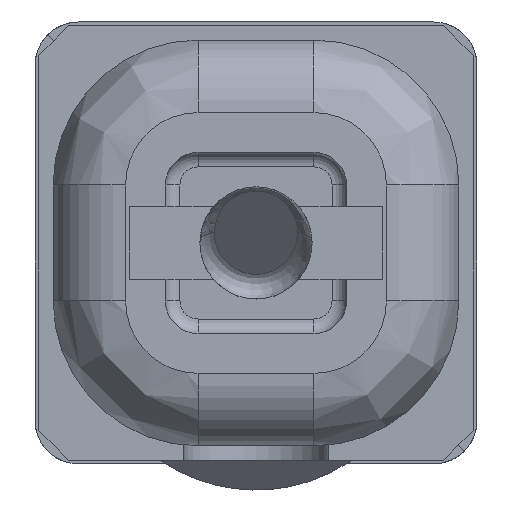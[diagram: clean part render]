
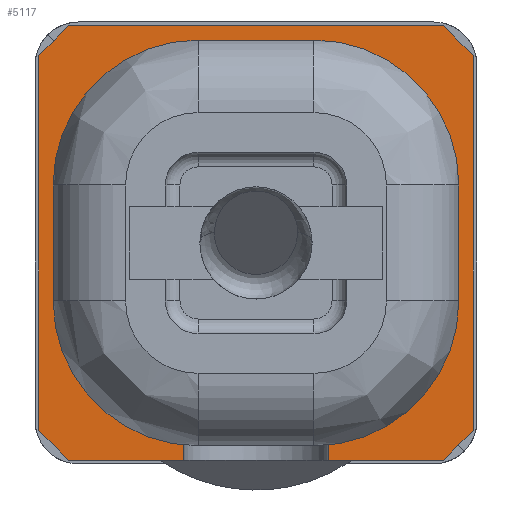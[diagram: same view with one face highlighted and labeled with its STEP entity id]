
A CAD part, left-side view. The second image highlights one B-rep face of the part: STEP entity #5117.
In plain terms, the highlighted face is planar.
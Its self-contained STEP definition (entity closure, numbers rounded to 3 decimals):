
#4713=DIRECTION('',(0.,1.,0.));
#4714=VECTOR('',#4713,0.42);
#4715=CARTESIAN_POINT('',(11.2,-1.5,-0.5));
#4716=LINE('',#4715,#4714);
#4717=CARTESIAN_POINT('',(11.2,0.,0.));
#4718=DIRECTION('',(1.,0.,0.));
#4719=DIRECTION('',(0.,-0.907,-0.42));
#4720=AXIS2_PLACEMENT_3D('',#4717,#4718,#4719);
#4722=CARTESIAN_POINT('',(11.2,0.,0.));
#4723=DIRECTION('',(1.,0.,0.));
#4724=DIRECTION('',(0.,0.,-1.));
#4725=AXIS2_PLACEMENT_3D('',#4722,#4723,#4724);
#4727=CARTESIAN_POINT('',(11.2,0.,0.));
#4728=DIRECTION('',(1.,0.,0.));
#4729=DIRECTION('',(0.,0.,1.));
#4730=AXIS2_PLACEMENT_3D('',#4727,#4728,#4729);
#4732=DIRECTION('',(0.,1.,0.));
#4733=VECTOR('',#4732,0.42);
#4734=CARTESIAN_POINT('',(11.2,-1.5,0.5));
#4735=LINE('',#4734,#4733);
#4736=DIRECTION('',(0.,0.,-1.));
#4737=VECTOR('',#4736,0.793);
#4738=CARTESIAN_POINT('',(11.2,-1.5,1.293));
#4739=LINE('',#4738,#4737);
#4740=DIRECTION('',(0.,-0.707,-0.707));
#4741=VECTOR('',#4740,0.293);
#4742=CARTESIAN_POINT('',(11.2,-1.293,1.5));
#4743=LINE('',#4742,#4741);
#4744=DIRECTION('',(0.,-1.,0.));
#4745=VECTOR('',#4744,2.586);
#4746=CARTESIAN_POINT('',(11.2,1.293,1.5));
#4747=LINE('',#4746,#4745);
#4748=DIRECTION('',(0.,-0.707,0.707));
#4749=VECTOR('',#4748,0.293);
#4750=CARTESIAN_POINT('',(11.2,1.5,1.293));
#4751=LINE('',#4750,#4749);
#4752=DIRECTION('',(0.,0.,1.));
#4753=VECTOR('',#4752,2.586);
#4754=CARTESIAN_POINT('',(11.2,1.5,-1.293));
#4755=LINE('',#4754,#4753);
#4756=DIRECTION('',(0.,0.707,0.707));
#4757=VECTOR('',#4756,0.293);
#4758=CARTESIAN_POINT('',(11.2,1.293,-1.5));
#4759=LINE('',#4758,#4757);
#4760=DIRECTION('',(0.,1.,0.));
#4761=VECTOR('',#4760,2.586);
#4762=CARTESIAN_POINT('',(11.2,-1.293,-1.5));
#4763=LINE('',#4762,#4761);
#4764=DIRECTION('',(0.,0.707,-0.707));
#4765=VECTOR('',#4764,0.293);
#4766=CARTESIAN_POINT('',(11.2,-1.5,-1.293));
#4767=LINE('',#4766,#4765);
#4768=DIRECTION('',(0.,0.,-1.));
#4769=VECTOR('',#4768,0.793);
#4770=CARTESIAN_POINT('',(11.2,-1.5,-0.5));
#4771=LINE('',#4770,#4769);
#4899=CARTESIAN_POINT('',(11.2,1.293,1.5));
#4900=CARTESIAN_POINT('',(11.2,-1.293,1.5));
#4901=VERTEX_POINT('',#4899);
#4902=VERTEX_POINT('',#4900);
#4903=CARTESIAN_POINT('',(11.2,-1.293,-1.5));
#4904=CARTESIAN_POINT('',(11.2,1.293,-1.5));
#4905=VERTEX_POINT('',#4903);
#4906=VERTEX_POINT('',#4904);
#4907=CARTESIAN_POINT('',(11.2,1.5,-1.293));
#4908=CARTESIAN_POINT('',(11.2,1.5,1.293));
#4909=VERTEX_POINT('',#4907);
#4910=VERTEX_POINT('',#4908);
#4915=CARTESIAN_POINT('',(11.2,0.,-1.19));
#4916=VERTEX_POINT('',#4915);
#4917=CARTESIAN_POINT('',(11.2,0.,1.19));
#4918=VERTEX_POINT('',#4917);
#4927=CARTESIAN_POINT('',(11.2,-1.5,1.293));
#4928=VERTEX_POINT('',#4927);
#4929=CARTESIAN_POINT('',(11.2,-1.5,-1.293));
#4930=VERTEX_POINT('',#4929);
#4931=CARTESIAN_POINT('',(11.2,-1.5,-0.5));
#4932=CARTESIAN_POINT('',(11.2,-1.08,-0.5));
#4933=VERTEX_POINT('',#4931);
#4934=VERTEX_POINT('',#4932);
#4935=CARTESIAN_POINT('',(11.2,-1.5,0.5));
#4936=CARTESIAN_POINT('',(11.2,-1.08,0.5));
#4937=VERTEX_POINT('',#4935);
#4938=VERTEX_POINT('',#4936);
#5090=CARTESIAN_POINT('',(11.2,0.,0.));
#5091=DIRECTION('',(1.,0.,0.));
#5092=DIRECTION('',(0.,0.,-1.));
#5093=AXIS2_PLACEMENT_3D('',#5090,#5091,#5092);
#5094=PLANE('',#5093);
#5095=ORIENTED_EDGE('',*,*,#5080,.T.);
#5097=ORIENTED_EDGE('',*,*,#5096,.T.);
#5099=ORIENTED_EDGE('',*,*,#5098,.T.);
#5101=ORIENTED_EDGE('',*,*,#5100,.T.);
#5103=ORIENTED_EDGE('',*,*,#5102,.F.);
#5104=ORIENTED_EDGE('',*,*,#5066,.F.);
#5106=ORIENTED_EDGE('',*,*,#5105,.F.);
#5108=ORIENTED_EDGE('',*,*,#5107,.F.);
#5109=ORIENTED_EDGE('',*,*,#4984,.F.);
#5110=ORIENTED_EDGE('',*,*,#4999,.F.);
#5111=ORIENTED_EDGE('',*,*,#5019,.F.);
#5112=ORIENTED_EDGE('',*,*,#5033,.F.);
#5113=ORIENTED_EDGE('',*,*,#5047,.F.);
#5114=ORIENTED_EDGE('',*,*,#5060,.F.);
#5115=EDGE_LOOP('',(#5095,#5097,#5099,#5101,#5103,#5104,#5106,#5108,#5109,#5110,
#5111,#5112,#5113,#5114));
#5116=FACE_OUTER_BOUND('',#5115,.F.);
#5117=ADVANCED_FACE('',(#5116),#5094,.T.);
#4721=CIRCLE('',#4720,1.19);
#4726=CIRCLE('',#4725,1.19);
#4731=CIRCLE('',#4730,1.19);
#4984=EDGE_CURVE('',#4910,#4901,#4751,.T.);
#4999=EDGE_CURVE('',#4909,#4910,#4755,.T.);
#5019=EDGE_CURVE('',#4906,#4909,#4759,.T.);
#5033=EDGE_CURVE('',#4905,#4906,#4763,.T.);
#5047=EDGE_CURVE('',#4930,#4905,#4767,.T.);
#5060=EDGE_CURVE('',#4933,#4930,#4771,.T.);
#5066=EDGE_CURVE('',#4928,#4937,#4739,.T.);
#5080=EDGE_CURVE('',#4933,#4934,#4716,.T.);
#5096=EDGE_CURVE('',#4934,#4916,#4721,.T.);
#5098=EDGE_CURVE('',#4916,#4918,#4726,.T.);
#5100=EDGE_CURVE('',#4918,#4938,#4731,.T.);
#5102=EDGE_CURVE('',#4937,#4938,#4735,.T.);
#5105=EDGE_CURVE('',#4902,#4928,#4743,.T.);
#5107=EDGE_CURVE('',#4901,#4902,#4747,.T.);
